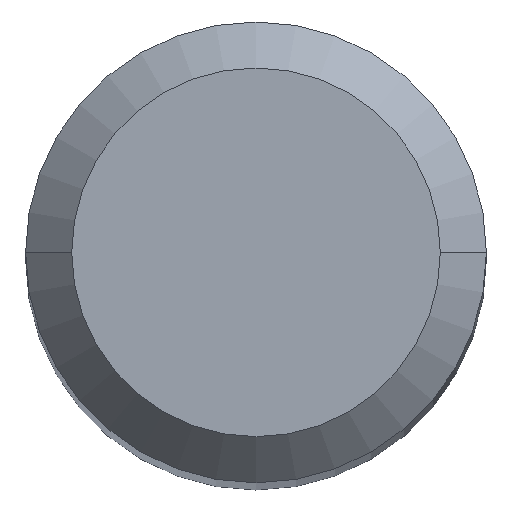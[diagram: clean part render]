
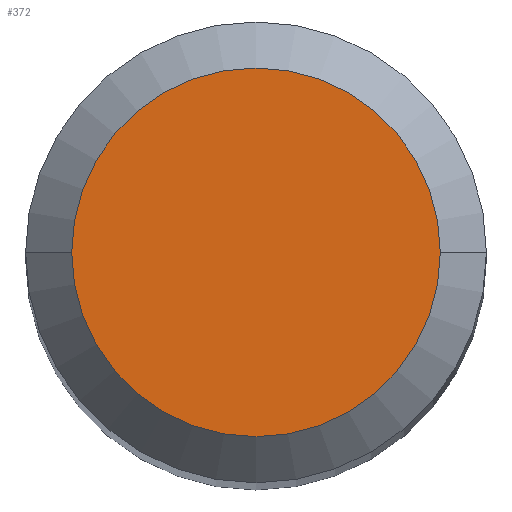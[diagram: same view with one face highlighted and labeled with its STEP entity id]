
A CAD part, top view. The second image highlights one B-rep face of the part: STEP entity #372.
In plain terms, the highlighted planar face has unit normal (0, 0, 1).
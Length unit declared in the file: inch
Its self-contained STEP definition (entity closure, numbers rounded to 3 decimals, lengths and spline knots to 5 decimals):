
#36 = DIRECTION ( 'NONE',  ( 0., 0., -1. ) ) ;
#66 = VERTEX_POINT ( 'NONE', #423 ) ;
#67 = AXIS2_PLACEMENT_3D ( 'NONE', #206, #210, #427 ) ;
#117 = EDGE_CURVE ( 'NONE', #341, #66, #375, .T. ) ;
#118 = CARTESIAN_POINT ( 'NONE',  ( 0.04724, 0., 0. ) ) ;
#198 = EDGE_CURVE ( 'NONE', #66, #341, #254, .T. ) ;
#206 = CARTESIAN_POINT ( 'NONE',  ( 0., 0., 0. ) ) ;
#210 = DIRECTION ( 'NONE',  ( 0., 0., 1. ) ) ;
#222 = ORIENTED_EDGE ( 'NONE', *, *, #198, .T. ) ;
#228 = CARTESIAN_POINT ( 'NONE',  ( 0., 0., 0. ) ) ;
#254 = CIRCLE ( 'NONE', #437, 0.04724 ) ;
#258 = ORIENTED_EDGE ( 'NONE', *, *, #117, .T. ) ;
#261 = DIRECTION ( 'NONE',  ( 0., 0., 1. ) ) ;
#335 = DIRECTION ( 'NONE',  ( -1., 0., 0. ) ) ;
#336 = EDGE_LOOP ( 'NONE', ( #222, #258 ) ) ;
#341 = VERTEX_POINT ( 'NONE', #118 ) ;
#362 = CARTESIAN_POINT ( 'NONE',  ( 0., 0., 0. ) ) ;
#370 = PLANE ( 'NONE',  #383 ) ;
#372 = ADVANCED_FACE ( 'NONE', ( #455 ), #370, .F. ) ;
#375 = CIRCLE ( 'NONE', #67, 0.04724 ) ;
#383 = AXIS2_PLACEMENT_3D ( 'NONE', #228, #36, #335 ) ;
#397 = DIRECTION ( 'NONE',  ( 1., 0., 0. ) ) ;
#423 = CARTESIAN_POINT ( 'NONE',  ( -0.04724, 0., 0. ) ) ;
#427 = DIRECTION ( 'NONE',  ( 1., 0., 0. ) ) ;
#437 = AXIS2_PLACEMENT_3D ( 'NONE', #362, #261, #397 ) ;
#455 = FACE_OUTER_BOUND ( 'NONE', #336, .T. ) ;
